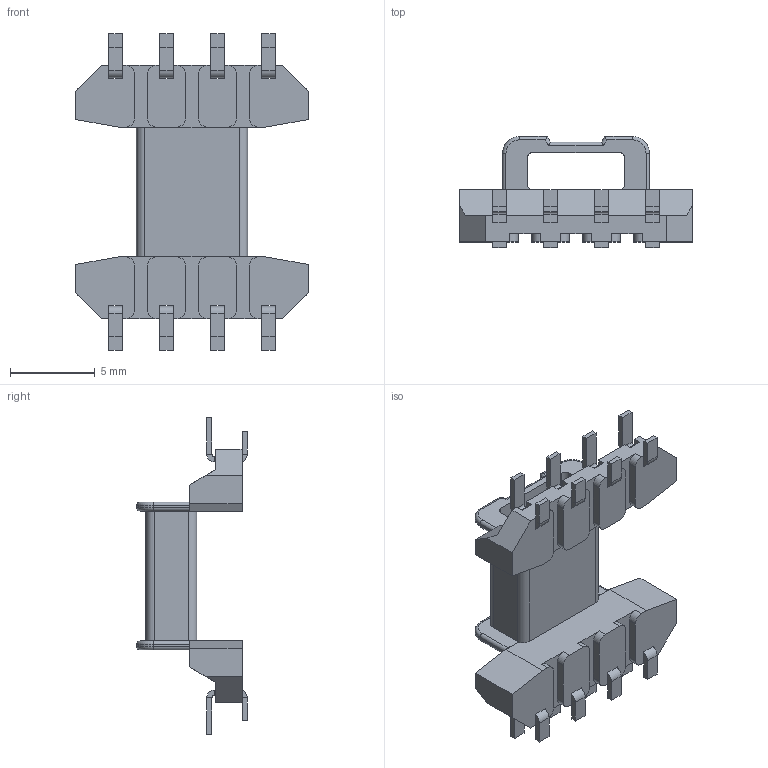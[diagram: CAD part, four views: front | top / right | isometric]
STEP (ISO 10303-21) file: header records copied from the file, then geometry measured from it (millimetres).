
FILE_DESCRIPTION (( 'STEP AP203' ), '1' );
FILE_NAME ('EFD12-6-3.5.STEP', '2015-05-27T15:37:35', ( 'admin' ), ( '' ), 'SwSTEP 2.0', 'SolidWorks 2015', '' );
FILE_SCHEMA (( 'CONFIG_CONTROL_DESIGN' ));
Length unit declared in the file: millimetre
Products named in the file (1): EFD12-6-3.5
Bounding box: 13.7 x 6.52 x 18.64 mm (x, y, z)
Volume: 275.1 mm3; surface area: 837.9 mm2
Topology: 1 solids, 1 shells, 418 faces, 1098 edges, 672 vertices
Faces by surface type: plane 306, cylinder 104, torus 8
Entity records: 12679 total; most frequent: CARTESIAN_POINT 2237, ORIENTED_EDGE 2196, DIRECTION 2124, EDGE_CURVE 1098, VECTOR 878, LINE 878, VERTEX_POINT 672, AXIS2_PLACEMENT_3D 623
